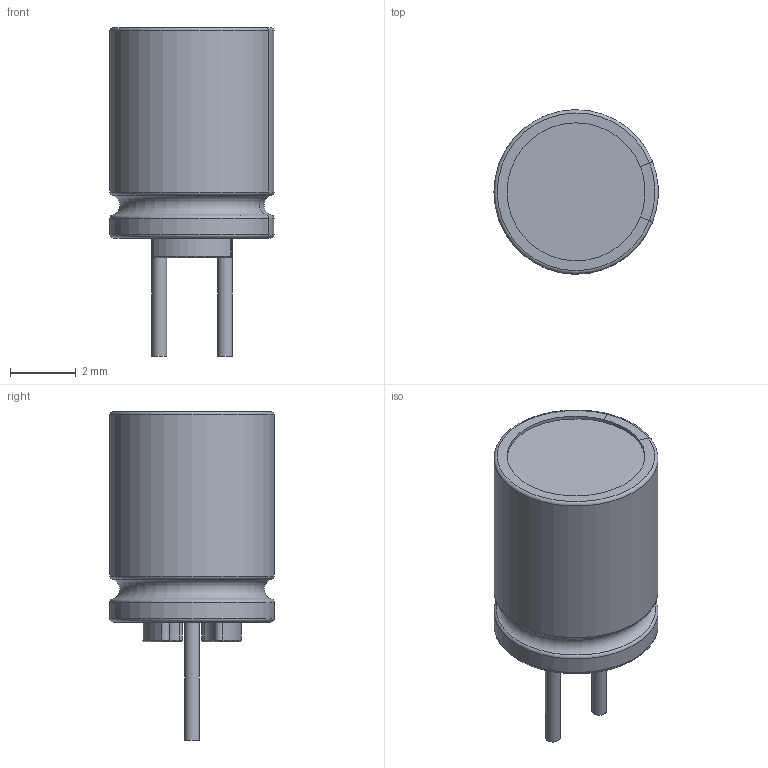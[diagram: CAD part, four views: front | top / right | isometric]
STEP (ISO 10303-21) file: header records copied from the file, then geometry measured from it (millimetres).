
FILE_DESCRIPTION(('FreeCAD Model'),'2;1');
FILE_NAME('Capacitor-Electrolytic-5x7.step','2018-05-07T13:45:08',('kicad StepUp'),('ksu MCAD'), 'Open CASCADE STEP processor 7.2','FreeCAD','Unknown');
FILE_SCHEMA(('AUTOMOTIVE_DESIGN { 1 0 10303 214 1 1 1 1 }'));
Length unit declared in the file: millimetre
Products named in the file (3): Solid001; Common001; Solid002
Bounding box: 4.99 x 5 x 10 mm (x, y, z)
Volume: 124.4 mm3; surface area: 374.9 mm2
Topology: 3 solids, 3 shells, 79 faces, 191 edges, 122 vertices
Faces by surface type: cylinder 32, torus 27, plane 20
Full cylindrical faces by diameter (mm): 0.45 x2, 4.8 x2
Entity records: 2715 total; most frequent: DIRECTION 470, CARTESIAN_POINT 404, ORIENTED_EDGE 382, AXIS2_PLACEMENT_3D 204, EDGE_CURVE 191, CIRCLE 124, VERTEX_POINT 122, FACE_BOUND 83
